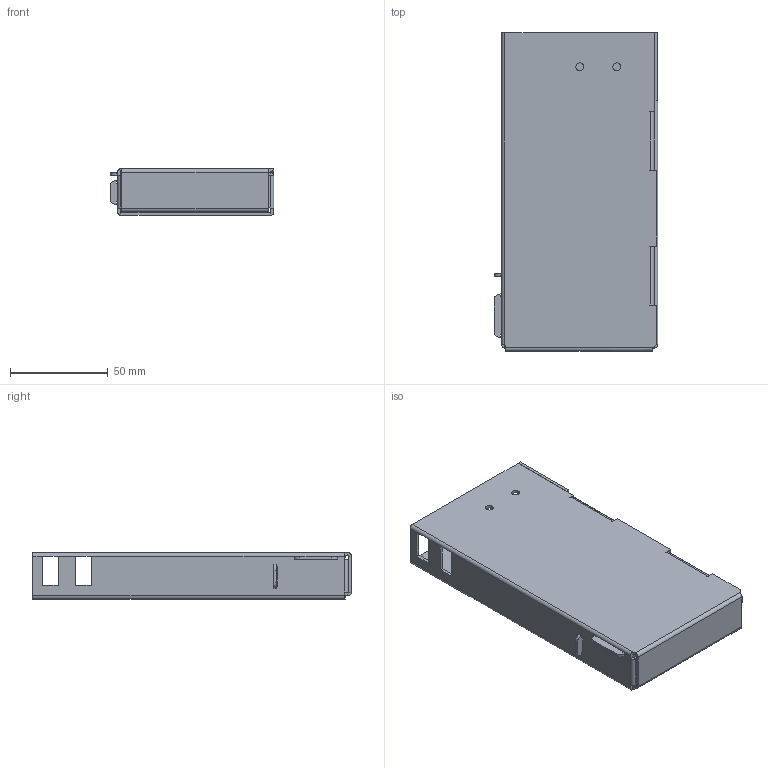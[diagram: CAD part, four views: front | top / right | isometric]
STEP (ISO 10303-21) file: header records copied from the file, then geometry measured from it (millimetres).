
FILE_DESCRIPTION(/* description */ (''),/* implementation_level */ '2;1');
FILE_NAME(/* name */ 'd21e48aa-a3ae-4e18-b795-8f2de393e75f.stp',/* time_stamp */ '2018-06-03T11:02:24+08:00',/* author */ (''),/* organization */ (''),/* preprocessor_version */ 'ST-DEVELOPER v17',/* originating_system */ 'Autodesk Translation Framework v7.1.0.215',/* authorisation */ '');
FILE_SCHEMA (('AUTOMOTIVE_DESIGN { 1 0 10303 214 3 1 1 }'));
Length unit declared in the file: millimetre
Products named in the file (1): NewMykroscope
Bounding box: 83.8 x 163.2 x 23.8 mm (x, y, z)
Volume: 61220.4 mm3; surface area: 84274.5 mm2
Topology: 1 solids, 1 shells, 220 faces, 579 edges, 353 vertices
Faces by surface type: plane 184, cylinder 34, bspline 2
Full cylindrical faces by diameter (mm): 4 x2
Entity records: 6712 total; most frequent: CARTESIAN_POINT 1215, ORIENTED_EDGE 1158, DIRECTION 1078, EDGE_CURVE 579, LINE 510, VECTOR 510, VERTEX_POINT 353, AXIS2_PLACEMENT_3D 284
